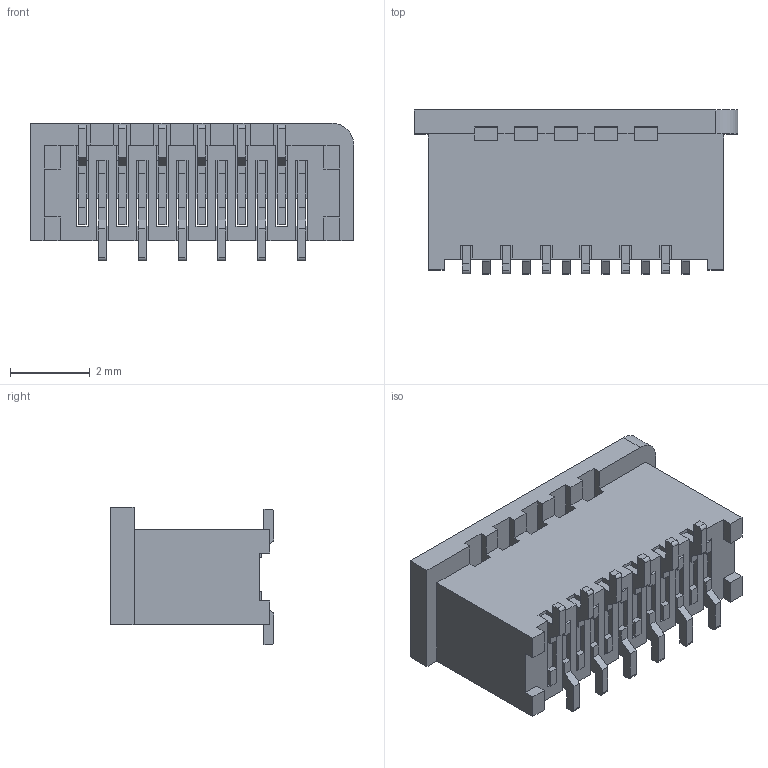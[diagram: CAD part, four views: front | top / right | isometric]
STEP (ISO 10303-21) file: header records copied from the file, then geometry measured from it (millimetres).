
FILE_DESCRIPTION((''),'2;1');
FILE_NAME('781271128','2008-06-25T',('gga'),(''),'PRO/ENGINEER BY PARAMETRIC TECHNOLOGY CORPORATION, 2003451','PRO/ENGINEER BY PARAMETRIC TECHNOLOGY CORPORATION, 2003451','');
FILE_SCHEMA(('CONFIG_CONTROL_DESIGN'));
Length unit declared in the file: millimetre
Products named in the file (1): 781271128
Bounding box: 8.1 x 4.1 x 3.45 mm (x, y, z)
Volume: 57 mm3; surface area: 300.9 mm2
Topology: 1 solids, 1 shells, 530 faces, 1685 edges, 1122 vertices
Faces by surface type: plane 445, cylinder 85
Entity records: 18410 total; most frequent: CARTESIAN_POINT 3398, ORIENTED_EDGE 3274, DIRECTION 2869, EDGE_CURVE 1637, VECTOR 1515, LINE 1515, VERTEX_POINT 1074, AXIS2_PLACEMENT_3D 677
